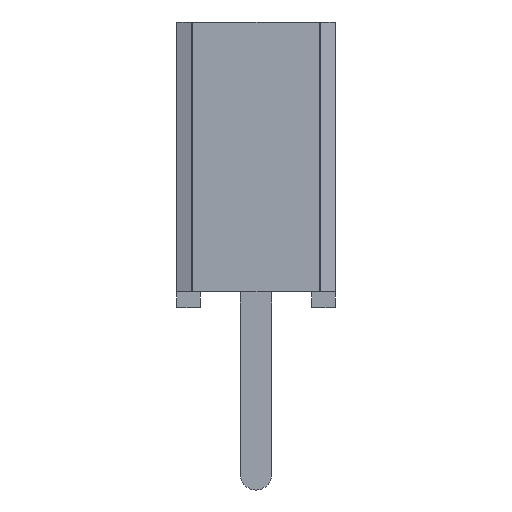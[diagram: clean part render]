
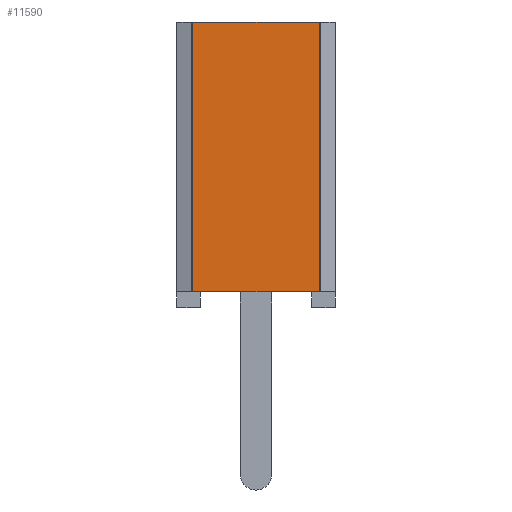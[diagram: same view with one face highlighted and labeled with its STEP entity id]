
A CAD part, left-side view. The second image highlights one B-rep face of the part: STEP entity #11590.
In plain terms, the highlighted planar face has unit normal (-1, 0, 0).
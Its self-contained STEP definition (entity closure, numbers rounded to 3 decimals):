
#11590 = ADVANCED_FACE('',(#11591),#11625,.F.);
#11591 = FACE_BOUND('',#11592,.T.);
#11592 = EDGE_LOOP('',(#11593,#11603,#11611,#11619));
#11593 = ORIENTED_EDGE('',*,*,#11594,.T.);
#11594 = EDGE_CURVE('',#11595,#11597,#11599,.T.);
#11595 = VERTEX_POINT('',#11596);
#11596 = CARTESIAN_POINT('',(-31.864,1.026,4.572));
#11597 = VERTEX_POINT('',#11598);
#11598 = CARTESIAN_POINT('',(-31.864,1.026,0.254));
#11599 = LINE('',#11600,#11601);
#11600 = CARTESIAN_POINT('',(-31.864,1.026,4.572));
#11601 = VECTOR('',#11602,1.);
#11602 = DIRECTION('',(0.,0.,-1.));
#11603 = ORIENTED_EDGE('',*,*,#11604,.T.);
#11604 = EDGE_CURVE('',#11597,#11605,#11607,.T.);
#11605 = VERTEX_POINT('',#11606);
#11606 = CARTESIAN_POINT('',(-31.864,-1.026,0.254));
#11607 = LINE('',#11608,#11609);
#11608 = CARTESIAN_POINT('',(-31.864,0.889,0.254));
#11609 = VECTOR('',#11610,1.);
#11610 = DIRECTION('',(0.,-1.,0.));
#11611 = ORIENTED_EDGE('',*,*,#11612,.T.);
#11612 = EDGE_CURVE('',#11605,#11613,#11615,.T.);
#11613 = VERTEX_POINT('',#11614);
#11614 = CARTESIAN_POINT('',(-31.864,-1.026,4.572));
#11615 = LINE('',#11616,#11617);
#11616 = CARTESIAN_POINT('',(-31.864,-1.026,4.572));
#11617 = VECTOR('',#11618,1.);
#11618 = DIRECTION('',(0.,0.,1.));
#11619 = ORIENTED_EDGE('',*,*,#11620,.F.);
#11620 = EDGE_CURVE('',#11595,#11613,#11621,.T.);
#11621 = LINE('',#11622,#11623);
#11622 = CARTESIAN_POINT('',(-31.864,1.27,4.572));
#11623 = VECTOR('',#11624,1.);
#11624 = DIRECTION('',(0.,-1.,0.));
#11625 = PLANE('',#11626);
#11626 = AXIS2_PLACEMENT_3D('',#11627,#11628,#11629);
#11627 = CARTESIAN_POINT('',(-31.864,1.27,4.572));
#11628 = DIRECTION('',(1.,0.,0.));
#11629 = DIRECTION('',(0.,1.,0.));
